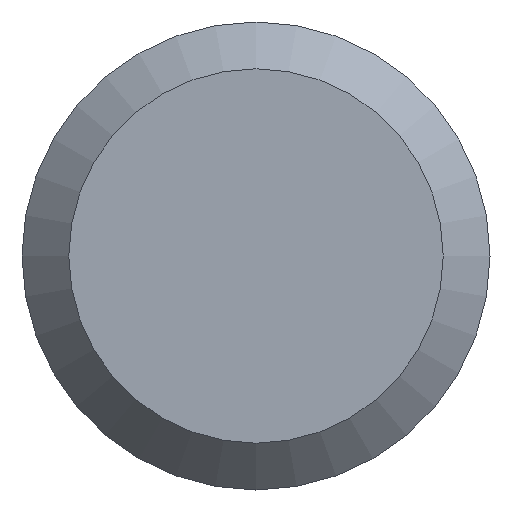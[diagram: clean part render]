
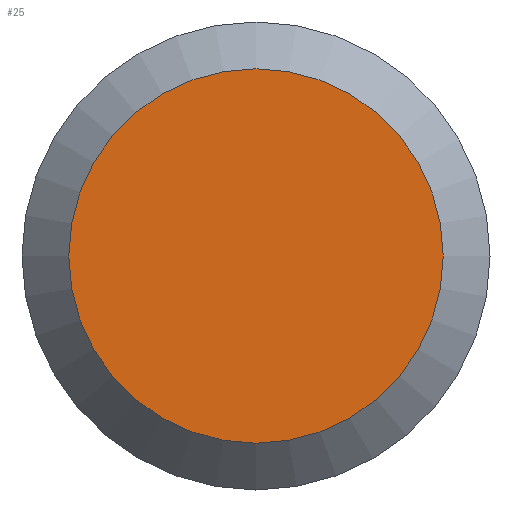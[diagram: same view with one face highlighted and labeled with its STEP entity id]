
A CAD part, left-side view. The second image highlights one B-rep face of the part: STEP entity #25.
In plain terms, the highlighted planar face has unit normal (-1, 0, 0).
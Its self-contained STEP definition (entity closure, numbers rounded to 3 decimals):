
#4 = CARTESIAN_POINT ( 'NONE',  ( 0., 0., 0. ) ) ;
#8 = EDGE_CURVE ( 'NONE', #190, #190, #16, .T. ) ;
#16 = CIRCLE ( 'NONE', #180, 1.68 ) ;
#25 = ADVANCED_FACE ( 'NONE', ( #45 ), #114, .F. ) ;
#27 = AXIS2_PLACEMENT_3D ( 'NONE', #131, #201, #88 ) ;
#45 = FACE_OUTER_BOUND ( 'NONE', #137, .T. ) ;
#88 = DIRECTION ( 'NONE',  ( 0., 0., -1. ) ) ;
#105 = DIRECTION ( 'NONE',  ( -1., 0., 0. ) ) ;
#114 = PLANE ( 'NONE',  #27 ) ;
#131 = CARTESIAN_POINT ( 'NONE',  ( 0., 2.1, 0. ) ) ;
#137 = EDGE_LOOP ( 'NONE', ( #160 ) ) ;
#160 = ORIENTED_EDGE ( 'NONE', *, *, #8, .T. ) ;
#180 = AXIS2_PLACEMENT_3D ( 'NONE', #4, #105, #198 ) ;
#182 = CARTESIAN_POINT ( 'NONE',  ( 0., 0., -1.68 ) ) ;
#190 = VERTEX_POINT ( 'NONE', #182 ) ;
#198 = DIRECTION ( 'NONE',  ( 0., 0., -1. ) ) ;
#201 = DIRECTION ( 'NONE',  ( 1., 0., 0. ) ) ;
